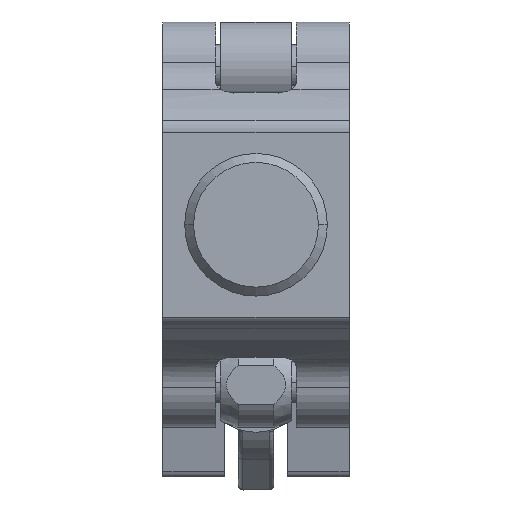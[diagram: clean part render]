
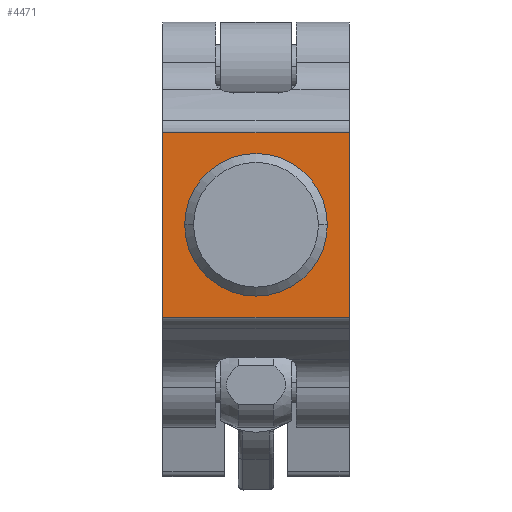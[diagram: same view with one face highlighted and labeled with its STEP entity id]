
A CAD part, front view. The second image highlights one B-rep face of the part: STEP entity #4471.
In plain terms, the highlighted planar face has unit normal (0, -1, 0).
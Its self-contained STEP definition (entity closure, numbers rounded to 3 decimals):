
#347 = LINE ( 'NONE', #11873, #11569 ) ;
#366 = EDGE_CURVE ( 'NONE', #17370, #14209, #5241, .T. ) ;
#468 = CARTESIAN_POINT ( 'NONE',  ( 0., 0., -3.25 ) ) ;
#773 = AXIS2_PLACEMENT_3D ( 'NONE', #19277, #1455, #17913 ) ;
#979 = CARTESIAN_POINT ( 'NONE',  ( -10.45, 0., -10.35 ) ) ;
#1005 = FACE_BOUND ( 'NONE', #3404, .T. ) ;
#1067 = CARTESIAN_POINT ( 'NONE',  ( -10.45, 0., 10.35 ) ) ;
#1455 = DIRECTION ( 'NONE',  ( 0., -1., 0. ) ) ;
#1723 = PLANE ( 'NONE',  #17525 ) ;
#2680 = ORIENTED_EDGE ( 'NONE', *, *, #10403, .T. ) ;
#3404 = EDGE_LOOP ( 'NONE', ( #15419, #11899 ) ) ;
#3680 = CARTESIAN_POINT ( 'NONE',  ( 10.45, 0., -10.35 ) ) ;
#3937 = CARTESIAN_POINT ( 'NONE',  ( -10.45, 0., 10.35 ) ) ;
#4378 = EDGE_CURVE ( 'NONE', #18260, #9596, #13376, .T. ) ;
#4383 = ORIENTED_EDGE ( 'NONE', *, *, #6952, .F. ) ;
#4448 = LINE ( 'NONE', #15874, #10073 ) ;
#4471 = ADVANCED_FACE ( 'NONE', ( #1005, #11770 ), #1723, .F. ) ;
#4610 = VECTOR ( 'NONE', #9990, 1000. ) ;
#4841 = EDGE_LOOP ( 'NONE', ( #18598, #12213, #4383, #2680 ) ) ;
#5241 = LINE ( 'NONE', #1067, #8530 ) ;
#5292 = DIRECTION ( 'NONE',  ( 0., 0., -1. ) ) ;
#5651 = CARTESIAN_POINT ( 'NONE',  ( 0., 0., 0. ) ) ;
#6945 = CARTESIAN_POINT ( 'NONE',  ( 10.45, 0., -10.35 ) ) ;
#6952 = EDGE_CURVE ( 'NONE', #15447, #17314, #4448, .T. ) ;
#8530 = VECTOR ( 'NONE', #5292, 1000. ) ;
#8688 = DIRECTION ( 'NONE',  ( 0., 0., -1. ) ) ;
#9175 = CARTESIAN_POINT ( 'NONE',  ( 0., 0., 3.25 ) ) ;
#9596 = VERTEX_POINT ( 'NONE', #9175 ) ;
#9700 = DIRECTION ( 'NONE',  ( 0., 0., -1. ) ) ;
#9990 = DIRECTION ( 'NONE',  ( -1., 0., 0. ) ) ;
#10064 = DIRECTION ( 'NONE',  ( 0., -1., 0. ) ) ;
#10066 = CIRCLE ( 'NONE', #11509, 3.25 ) ;
#10073 = VECTOR ( 'NONE', #9700, 1000. ) ;
#10403 = EDGE_CURVE ( 'NONE', #15447, #17370, #347, .T. ) ;
#11509 = AXIS2_PLACEMENT_3D ( 'NONE', #5651, #10064, #8688 ) ;
#11569 = VECTOR ( 'NONE', #19112, 1000. ) ;
#11770 = FACE_OUTER_BOUND ( 'NONE', #4841, .T. ) ;
#11873 = CARTESIAN_POINT ( 'NONE',  ( 10.45, 0., 10.35 ) ) ;
#11899 = ORIENTED_EDGE ( 'NONE', *, *, #14203, .F. ) ;
#12051 = DIRECTION ( 'NONE',  ( 0., 1., 0. ) ) ;
#12213 = ORIENTED_EDGE ( 'NONE', *, *, #16892, .F. ) ;
#12864 = CARTESIAN_POINT ( 'NONE',  ( 10.45, 0., 10.35 ) ) ;
#13376 = CIRCLE ( 'NONE', #773, 3.25 ) ;
#14203 = EDGE_CURVE ( 'NONE', #9596, #18260, #10066, .T. ) ;
#14209 = VERTEX_POINT ( 'NONE', #979 ) ;
#15419 = ORIENTED_EDGE ( 'NONE', *, *, #4378, .F. ) ;
#15447 = VERTEX_POINT ( 'NONE', #12864 ) ;
#15874 = CARTESIAN_POINT ( 'NONE',  ( 10.45, 0., 10.35 ) ) ;
#16731 = DIRECTION ( 'NONE',  ( 0., 0., 1. ) ) ;
#16892 = EDGE_CURVE ( 'NONE', #17314, #14209, #19103, .T. ) ;
#17314 = VERTEX_POINT ( 'NONE', #3680 ) ;
#17370 = VERTEX_POINT ( 'NONE', #3937 ) ;
#17525 = AXIS2_PLACEMENT_3D ( 'NONE', #18114, #12051, #16731 ) ;
#17913 = DIRECTION ( 'NONE',  ( 0., 0., -1. ) ) ;
#18114 = CARTESIAN_POINT ( 'NONE',  ( 10.45, 0., 10.35 ) ) ;
#18260 = VERTEX_POINT ( 'NONE', #468 ) ;
#18598 = ORIENTED_EDGE ( 'NONE', *, *, #366, .T. ) ;
#19103 = LINE ( 'NONE', #6945, #4610 ) ;
#19112 = DIRECTION ( 'NONE',  ( -1., 0., 0. ) ) ;
#19277 = CARTESIAN_POINT ( 'NONE',  ( 0., 0., 0. ) ) ;
